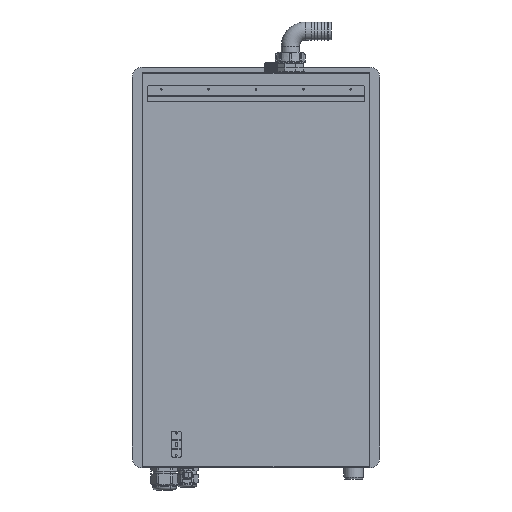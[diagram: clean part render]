
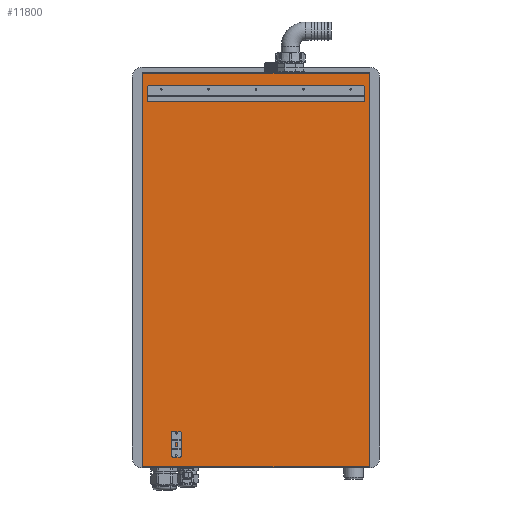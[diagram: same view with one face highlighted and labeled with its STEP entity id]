
A CAD part, left-side view. The second image highlights one B-rep face of the part: STEP entity #11800.
In plain terms, the highlighted planar face has unit normal (-1, 0, 0).
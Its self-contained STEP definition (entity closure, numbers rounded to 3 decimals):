
#670=DIRECTION('',(0.,0.,-1.));
#671=VECTOR('',#670,17.9);
#672=CARTESIAN_POINT('',(-181.5,-157.5,457.));
#673=LINE('',#672,#671);
#674=CARTESIAN_POINT('',(-181.5,-154.5,457.));
#675=DIRECTION('',(1.,0.,0.));
#676=DIRECTION('',(0.,0.,1.));
#677=AXIS2_PLACEMENT_3D('',#674,#675,#676);
#679=DIRECTION('',(0.,1.,0.));
#680=VECTOR('',#679,454.);
#681=CARTESIAN_POINT('',(-181.5,-154.5,460.));
#682=LINE('',#681,#680);
#683=CARTESIAN_POINT('',(-181.5,299.5,457.));
#684=DIRECTION('',(1.,0.,0.));
#685=DIRECTION('',(0.,1.,0.));
#686=AXIS2_PLACEMENT_3D('',#683,#684,#685);
#688=DIRECTION('',(0.,0.,-1.));
#689=VECTOR('',#688,17.9);
#690=CARTESIAN_POINT('',(-181.5,302.5,457.));
#691=LINE('',#690,#689);
#692=DIRECTION('',(0.,-1.,0.));
#693=VECTOR('',#692,460.);
#694=CARTESIAN_POINT('',(-181.5,302.5,439.1));
#695=LINE('',#694,#693);
#746=DIRECTION('',(0.,0.,-1.));
#747=VECTOR('',#746,14.9);
#748=CARTESIAN_POINT('',(-181.5,250.5,-271.65));
#749=LINE('',#748,#747);
#750=DIRECTION('',(0.,-1.,0.));
#751=VECTOR('',#750,20.);
#752=CARTESIAN_POINT('',(-181.5,250.5,-286.55));
#753=LINE('',#752,#751);
#754=DIRECTION('',(0.,0.,-1.));
#755=VECTOR('',#754,14.9);
#756=CARTESIAN_POINT('',(-181.5,230.5,-271.65));
#757=LINE('',#756,#755);
#758=CARTESIAN_POINT('',(-181.5,232.5,-271.65));
#759=DIRECTION('',(-1.,0.,0.));
#760=DIRECTION('',(0.,-1.,0.));
#761=AXIS2_PLACEMENT_3D('',#758,#759,#760);
#763=DIRECTION('',(0.,-1.,0.));
#764=VECTOR('',#763,16.);
#765=CARTESIAN_POINT('',(-181.5,248.5,-269.65));
#766=LINE('',#765,#764);
#767=CARTESIAN_POINT('',(-181.5,248.5,-271.65));
#768=DIRECTION('',(-1.,0.,0.));
#769=DIRECTION('',(0.,0.,1.));
#770=AXIS2_PLACEMENT_3D('',#767,#768,#769);
#772=DIRECTION('',(0.,0.,-1.));
#773=VECTOR('',#772,14.9);
#774=CARTESIAN_POINT('',(-181.5,250.5,-306.75));
#775=LINE('',#774,#773);
#776=CARTESIAN_POINT('',(-181.5,248.5,-321.65));
#777=DIRECTION('',(-1.,0.,0.));
#778=DIRECTION('',(0.,1.,0.));
#779=AXIS2_PLACEMENT_3D('',#776,#777,#778);
#781=DIRECTION('',(0.,-1.,0.));
#782=VECTOR('',#781,16.);
#783=CARTESIAN_POINT('',(-181.5,248.5,-323.65));
#784=LINE('',#783,#782);
#785=CARTESIAN_POINT('',(-181.5,232.5,-321.65));
#786=DIRECTION('',(-1.,0.,0.));
#787=DIRECTION('',(0.,0.,-1.));
#788=AXIS2_PLACEMENT_3D('',#785,#786,#787);
#790=DIRECTION('',(0.,0.,-1.));
#791=VECTOR('',#790,14.9);
#792=CARTESIAN_POINT('',(-181.5,230.5,-306.75));
#793=LINE('',#792,#791);
#794=DIRECTION('',(0.,-1.,0.));
#795=VECTOR('',#794,20.);
#796=CARTESIAN_POINT('',(-181.5,250.5,-306.75));
#797=LINE('',#796,#795);
#818=DIRECTION('',(0.,0.,-1.));
#819=VECTOR('',#818,830.5);
#820=CARTESIAN_POINT('',(-181.5,-166.3,486.8));
#821=LINE('',#820,#819);
#822=DIRECTION('',(0.,1.,0.));
#823=VECTOR('',#822,477.7);
#824=CARTESIAN_POINT('',(-181.5,-166.3,-343.7));
#825=LINE('',#824,#823);
#826=DIRECTION('',(0.,0.,1.));
#827=VECTOR('',#826,830.5);
#828=CARTESIAN_POINT('',(-181.5,311.4,-343.7));
#829=LINE('',#828,#827);
#830=DIRECTION('',(0.,1.,0.));
#831=VECTOR('',#830,477.7);
#832=CARTESIAN_POINT('',(-181.5,-166.3,486.8));
#833=LINE('',#832,#831);
#8667=CARTESIAN_POINT('',(-181.5,-166.3,486.8));
#8668=CARTESIAN_POINT('',(-181.5,-166.3,-343.7));
#8669=VERTEX_POINT('',#8667);
#8670=VERTEX_POINT('',#8668);
#8683=CARTESIAN_POINT('',(-181.5,311.4,-343.7));
#8684=VERTEX_POINT('',#8683);
#8691=CARTESIAN_POINT('',(-181.5,311.4,486.8));
#8692=VERTEX_POINT('',#8691);
#8838=CARTESIAN_POINT('',(-181.5,-157.5,457.));
#8839=CARTESIAN_POINT('',(-181.5,-157.5,439.1));
#8840=VERTEX_POINT('',#8838);
#8841=VERTEX_POINT('',#8839);
#8842=CARTESIAN_POINT('',(-181.5,-154.5,460.));
#8843=CARTESIAN_POINT('',(-181.5,299.5,460.));
#8844=VERTEX_POINT('',#8842);
#8845=VERTEX_POINT('',#8843);
#8846=CARTESIAN_POINT('',(-181.5,302.5,457.));
#8847=CARTESIAN_POINT('',(-181.5,302.5,439.1));
#8848=VERTEX_POINT('',#8846);
#8849=VERTEX_POINT('',#8847);
#8958=CARTESIAN_POINT('',(-181.5,250.5,-271.65));
#8959=CARTESIAN_POINT('',(-181.5,250.5,-286.55));
#8960=VERTEX_POINT('',#8958);
#8961=VERTEX_POINT('',#8959);
#8962=CARTESIAN_POINT('',(-181.5,248.5,-269.65));
#8963=CARTESIAN_POINT('',(-181.5,232.5,-269.65));
#8964=VERTEX_POINT('',#8962);
#8965=VERTEX_POINT('',#8963);
#8966=CARTESIAN_POINT('',(-181.5,230.5,-271.65));
#8967=CARTESIAN_POINT('',(-181.5,230.5,-286.55));
#8968=VERTEX_POINT('',#8966);
#8969=VERTEX_POINT('',#8967);
#8970=CARTESIAN_POINT('',(-181.5,250.5,-306.75));
#8971=CARTESIAN_POINT('',(-181.5,250.5,-321.65));
#8972=VERTEX_POINT('',#8970);
#8973=VERTEX_POINT('',#8971);
#8974=CARTESIAN_POINT('',(-181.5,230.5,-306.75));
#8975=CARTESIAN_POINT('',(-181.5,230.5,-321.65));
#8976=VERTEX_POINT('',#8974);
#8977=VERTEX_POINT('',#8975);
#8978=CARTESIAN_POINT('',(-181.5,248.5,-323.65));
#8979=CARTESIAN_POINT('',(-181.5,232.5,-323.65));
#8980=VERTEX_POINT('',#8978);
#8981=VERTEX_POINT('',#8979);
#11745=CARTESIAN_POINT('',(-181.5,312.6,488.));
#11746=DIRECTION('',(-1.,0.,0.));
#11747=DIRECTION('',(0.,0.,-1.));
#11748=AXIS2_PLACEMENT_3D('',#11745,#11746,#11747);
#11749=PLANE('',#11748);
#11751=ORIENTED_EDGE('',*,*,#11750,.T.);
#11752=ORIENTED_EDGE('',*,*,#11627,.T.);
#11753=ORIENTED_EDGE('',*,*,#11651,.T.);
#11755=ORIENTED_EDGE('',*,*,#11754,.F.);
#11756=EDGE_LOOP('',(#11751,#11752,#11753,#11755));
#11757=FACE_OUTER_BOUND('',#11756,.F.);
#11759=ORIENTED_EDGE('',*,*,#11758,.F.);
#11761=ORIENTED_EDGE('',*,*,#11760,.F.);
#11763=ORIENTED_EDGE('',*,*,#11762,.T.);
#11765=ORIENTED_EDGE('',*,*,#11764,.F.);
#11767=ORIENTED_EDGE('',*,*,#11766,.T.);
#11769=ORIENTED_EDGE('',*,*,#11768,.T.);
#11770=EDGE_LOOP('',(#11759,#11761,#11763,#11765,#11767,#11769));
#11771=FACE_BOUND('',#11770,.F.);
#11773=ORIENTED_EDGE('',*,*,#11772,.T.);
#11775=ORIENTED_EDGE('',*,*,#11774,.T.);
#11777=ORIENTED_EDGE('',*,*,#11776,.F.);
#11779=ORIENTED_EDGE('',*,*,#11778,.T.);
#11781=ORIENTED_EDGE('',*,*,#11780,.F.);
#11783=ORIENTED_EDGE('',*,*,#11782,.T.);
#11784=EDGE_LOOP('',(#11773,#11775,#11777,#11779,#11781,#11783));
#11785=FACE_BOUND('',#11784,.F.);
#11787=ORIENTED_EDGE('',*,*,#11786,.T.);
#11789=ORIENTED_EDGE('',*,*,#11788,.T.);
#11791=ORIENTED_EDGE('',*,*,#11790,.T.);
#11793=ORIENTED_EDGE('',*,*,#11792,.T.);
#11795=ORIENTED_EDGE('',*,*,#11794,.F.);
#11797=ORIENTED_EDGE('',*,*,#11796,.F.);
#11798=EDGE_LOOP('',(#11787,#11789,#11791,#11793,#11795,#11797));
#11799=FACE_BOUND('',#11798,.F.);
#678=CIRCLE('',#677,3.);
#687=CIRCLE('',#686,3.);
#762=CIRCLE('',#761,2.);
#771=CIRCLE('',#770,2.);
#780=CIRCLE('',#779,2.);
#789=CIRCLE('',#788,2.);
#11627=EDGE_CURVE('',#8670,#8684,#825,.T.);
#11651=EDGE_CURVE('',#8684,#8692,#829,.T.);
#11750=EDGE_CURVE('',#8669,#8670,#821,.T.);
#11754=EDGE_CURVE('',#8669,#8692,#833,.T.);
#11758=EDGE_CURVE('',#8840,#8841,#673,.T.);
#11760=EDGE_CURVE('',#8844,#8840,#678,.T.);
#11762=EDGE_CURVE('',#8844,#8845,#682,.T.);
#11764=EDGE_CURVE('',#8848,#8845,#687,.T.);
#11766=EDGE_CURVE('',#8848,#8849,#691,.T.);
#11768=EDGE_CURVE('',#8849,#8841,#695,.T.);
#11772=EDGE_CURVE('',#8960,#8961,#749,.T.);
#11774=EDGE_CURVE('',#8961,#8969,#753,.T.);
#11776=EDGE_CURVE('',#8968,#8969,#757,.T.);
#11778=EDGE_CURVE('',#8968,#8965,#762,.T.);
#11780=EDGE_CURVE('',#8964,#8965,#766,.T.);
#11782=EDGE_CURVE('',#8964,#8960,#771,.T.);
#11786=EDGE_CURVE('',#8972,#8973,#775,.T.);
#11788=EDGE_CURVE('',#8973,#8980,#780,.T.);
#11790=EDGE_CURVE('',#8980,#8981,#784,.T.);
#11792=EDGE_CURVE('',#8981,#8977,#789,.T.);
#11794=EDGE_CURVE('',#8976,#8977,#793,.T.);
#11796=EDGE_CURVE('',#8972,#8976,#797,.T.);
#11800=ADVANCED_FACE('',(#11757,#11771,#11785,#11799),#11749,.T.);
